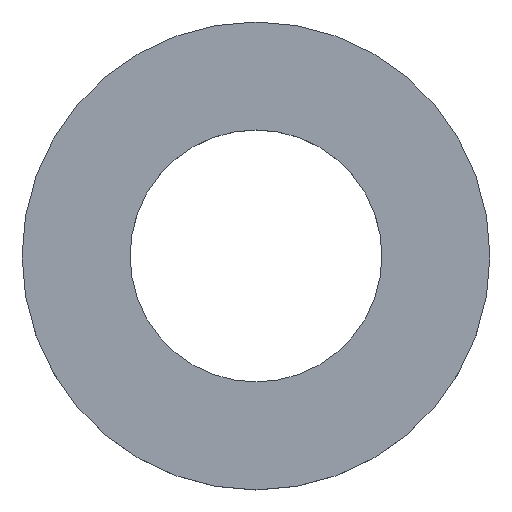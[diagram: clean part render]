
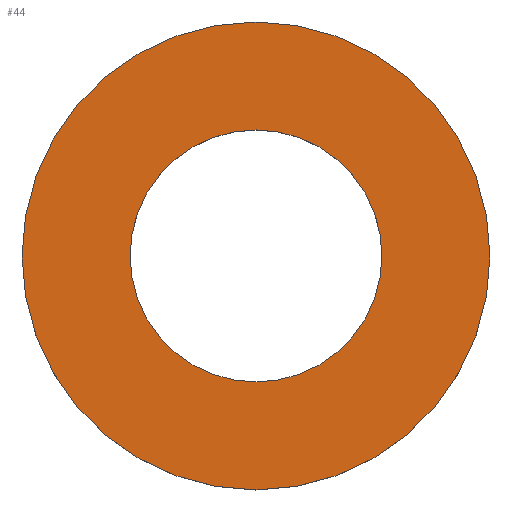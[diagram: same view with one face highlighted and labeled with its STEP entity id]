
A CAD part, top view. The second image highlights one B-rep face of the part: STEP entity #44.
In plain terms, the highlighted planar face has unit normal (0, 0, 1).
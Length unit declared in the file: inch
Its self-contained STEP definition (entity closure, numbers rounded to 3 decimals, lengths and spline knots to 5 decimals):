
#5 = EDGE_LOOP ( 'NONE', ( #57, #36 ) ) ;
#7 = CARTESIAN_POINT ( 'NONE',  ( -0.10335, 0., 0.01969 ) ) ;
#9 = DIRECTION ( 'NONE',  ( 0., 0., 1. ) ) ;
#12 = AXIS2_PLACEMENT_3D ( 'NONE', #13, #158, #205 ) ;
#13 = CARTESIAN_POINT ( 'NONE',  ( 0., 0., 0.01969 ) ) ;
#21 = EDGE_CURVE ( 'NONE', #180, #118, #113, .T. ) ;
#25 = PLANE ( 'NONE',  #147 ) ;
#33 = VERTEX_POINT ( 'NONE', #122 ) ;
#36 = ORIENTED_EDGE ( 'NONE', *, *, #21, .T. ) ;
#44 = ADVANCED_FACE ( 'NONE', ( #200, #55 ), #25, .T. ) ;
#55 = FACE_BOUND ( 'NONE', #194, .T. ) ;
#56 = EDGE_CURVE ( 'NONE', #33, #74, #204, .T. ) ;
#57 = ORIENTED_EDGE ( 'NONE', *, *, #76, .T. ) ;
#62 = AXIS2_PLACEMENT_3D ( 'NONE', #152, #150, #132 ) ;
#74 = VERTEX_POINT ( 'NONE', #7 ) ;
#76 = EDGE_CURVE ( 'NONE', #118, #180, #117, .T. ) ;
#85 = CARTESIAN_POINT ( 'NONE',  ( 0.19193, 0., 0.01969 ) ) ;
#104 = CIRCLE ( 'NONE', #12, 0.10335 ) ;
#113 = CIRCLE ( 'NONE', #62, 0.19193 ) ;
#117 = CIRCLE ( 'NONE', #131, 0.19193 ) ;
#118 = VERTEX_POINT ( 'NONE', #197 ) ;
#121 = CARTESIAN_POINT ( 'NONE',  ( 0., 0., 0.01969 ) ) ;
#122 = CARTESIAN_POINT ( 'NONE',  ( 0.10335, 0., 0.01969 ) ) ;
#131 = AXIS2_PLACEMENT_3D ( 'NONE', #167, #151, #181 ) ;
#132 = DIRECTION ( 'NONE',  ( 1., 0., 0. ) ) ;
#133 = ORIENTED_EDGE ( 'NONE', *, *, #56, .F. ) ;
#147 = AXIS2_PLACEMENT_3D ( 'NONE', #121, #149, #163 ) ;
#149 = DIRECTION ( 'NONE',  ( 0., 0., 1. ) ) ;
#150 = DIRECTION ( 'NONE',  ( 0., 0., 1. ) ) ;
#151 = DIRECTION ( 'NONE',  ( 0., 0., 1. ) ) ;
#152 = CARTESIAN_POINT ( 'NONE',  ( 0., 0., 0.01969 ) ) ;
#157 = EDGE_CURVE ( 'NONE', #74, #33, #104, .T. ) ;
#158 = DIRECTION ( 'NONE',  ( 0., 0., 1. ) ) ;
#159 = AXIS2_PLACEMENT_3D ( 'NONE', #179, #9, #199 ) ;
#162 = ORIENTED_EDGE ( 'NONE', *, *, #157, .F. ) ;
#163 = DIRECTION ( 'NONE',  ( 1., 0., 0. ) ) ;
#167 = CARTESIAN_POINT ( 'NONE',  ( 0., 0., 0.01969 ) ) ;
#179 = CARTESIAN_POINT ( 'NONE',  ( 0., 0., 0.01969 ) ) ;
#180 = VERTEX_POINT ( 'NONE', #85 ) ;
#181 = DIRECTION ( 'NONE',  ( 1., 0., 0. ) ) ;
#194 = EDGE_LOOP ( 'NONE', ( #162, #133 ) ) ;
#197 = CARTESIAN_POINT ( 'NONE',  ( -0.19193, 0., 0.01969 ) ) ;
#199 = DIRECTION ( 'NONE',  ( 1., 0., 0. ) ) ;
#200 = FACE_OUTER_BOUND ( 'NONE', #5, .T. ) ;
#204 = CIRCLE ( 'NONE', #159, 0.10335 ) ;
#205 = DIRECTION ( 'NONE',  ( 1., 0., 0. ) ) ;
